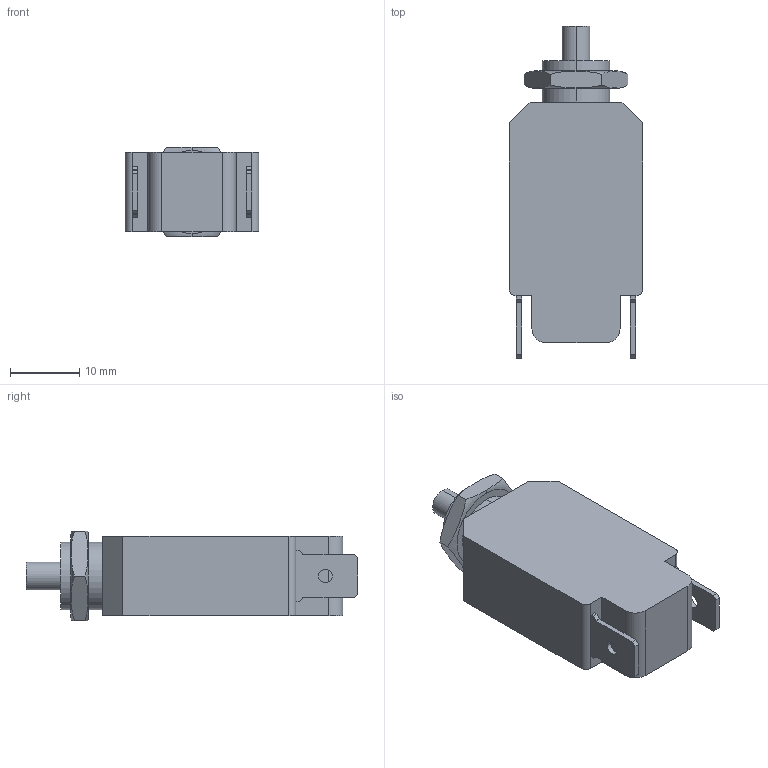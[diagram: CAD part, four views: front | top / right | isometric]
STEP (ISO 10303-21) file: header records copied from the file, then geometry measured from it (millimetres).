
FILE_DESCRIPTION (( 'STEP AP214' ), '1' );
FILE_NAME ('TR11.STEP', '2020-06-09T08:12:22', ( '' ), ( '' ), 'SwSTEP 2.0', 'SolidWorks 2020', '' );
FILE_SCHEMA (( 'AUTOMOTIVE_DESIGN' ));
Length unit declared in the file: millimetre
Products named in the file (1): TR11
Bounding box: 19.3 x 48 x 13 mm (x, y, z)
Volume: 7828.1 mm3; surface area: 3083.5 mm2
Topology: 1 solids, 1 shells, 244 faces, 666 edges, 444 vertices
Faces by surface type: plane 158, cylinder 78, torus 4, bspline 4
Entity records: 10608 total; most frequent: CARTESIAN_POINT 1847, ORIENTED_EDGE 1332, DIRECTION 1288, EDGE_CURVE 666, VECTOR 478, LINE 478, VERTEX_POINT 444, AXIS2_PLACEMENT_3D 405
